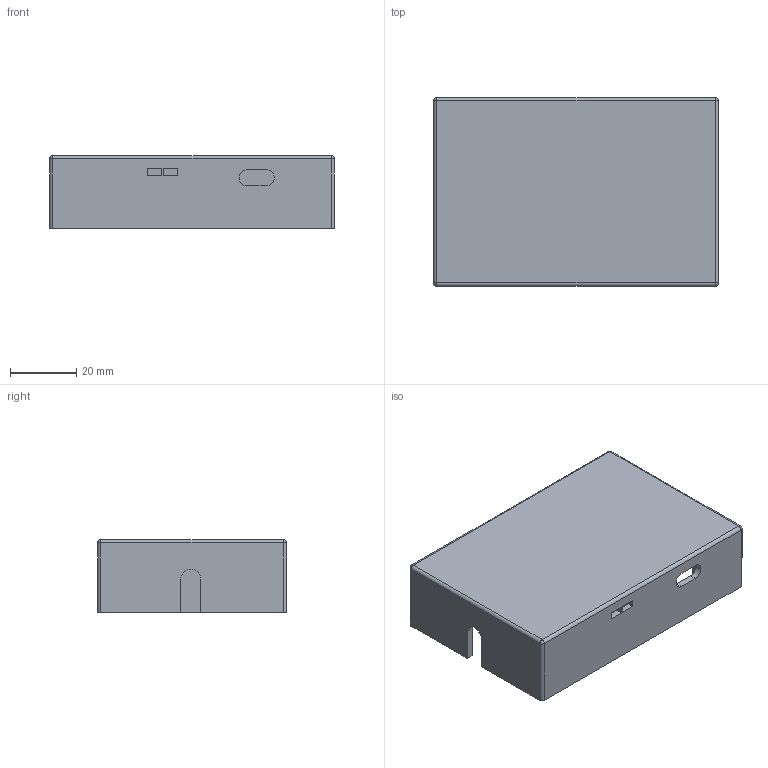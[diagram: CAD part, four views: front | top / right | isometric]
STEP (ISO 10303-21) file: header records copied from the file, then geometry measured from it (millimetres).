
FILE_DESCRIPTION(/* description */ ('Alibre Inc.'),/* implementation_level */ '2;1');
FILE_NAME(/* name */ 'export0',/* time_stamp */ '2018-08-09T22:32:42+02:00',/* author */ (''),/* organization */ (''),/* preprocessor_version */ 'ST-DEVELOPER v14',/* originating_system */ 'Alibre',/* authorisation */ '');
FILE_SCHEMA (('CONFIG_CONTROL_DESIGN'));
Length unit declared in the file: centimetre
Products named in the file (1): ID_1
Bounding box: 86 x 57 x 22 mm (x, y, z)
Volume: 21799.7 mm3; surface area: 22990 mm2
Topology: 1 solids, 1 shells, 98 faces, 244 edges, 156 vertices
Faces by surface type: plane 79, cylinder 15, sphere 4
Full cylindrical faces by diameter (mm): 2.5 x4
Entity records: 2807 total; most frequent: CARTESIAN_POINT 483, ORIENTED_EDGE 472, DIRECTION 376, EDGE_CURVE 236, VECTOR 201, LINE 201, VERTEX_POINT 156, AXIS2_PLACEMENT_3D 126
